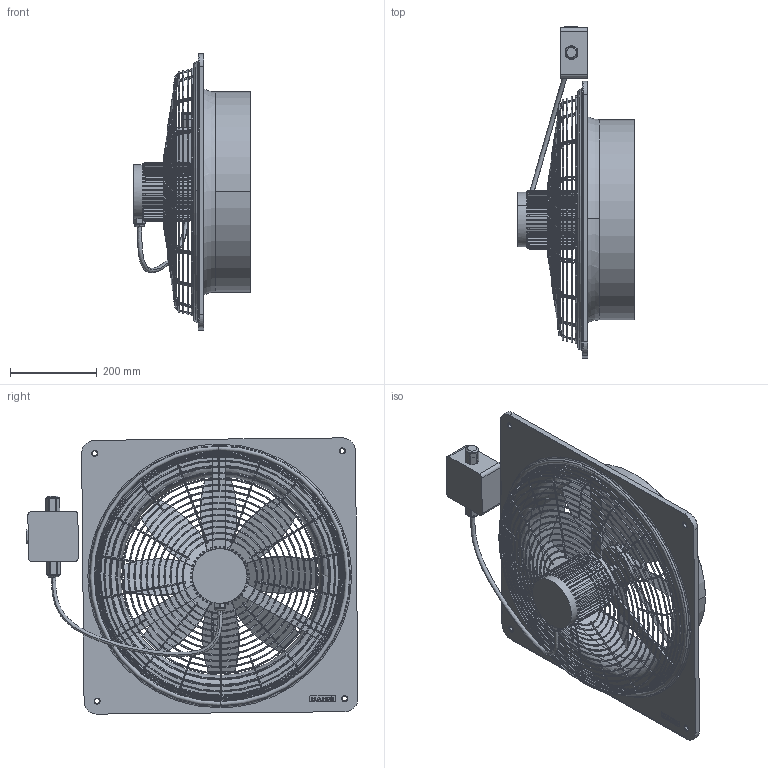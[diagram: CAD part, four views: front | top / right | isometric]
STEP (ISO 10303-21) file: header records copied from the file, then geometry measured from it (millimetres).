
FILE_DESCRIPTION(('Creo Elements/Direct Modeling STEP Export'),'2;1');
FILE_NAME('0083.0182 DZQ 45_6 B Ex e.stp','2021-01-21T12:15:38',(''),(''),'PTC Creo Elements/Direct Modeling STEP processor for AP214 (Solid Model)','PTC Creo Elements/Direct Modeling 19.0C 15-Aug-2015 (C) Parametric Technology GmbH','');
FILE_SCHEMA(('AUTOMOTIVE_DESIGN { 1 0 10303 214 1 1 1 1 }'));
Length unit declared in the file: millimetre
Products named in the file (2): 0083-0182; 0083.0182-DZQ-45-6-B-Ex-e
Assembly tree (1 placements, depth 2):
  0083.0182-DZQ-45-6-B-Ex-e
    0083-0182
Bounding box: 269 x 763.21 x 635.49 mm (x, y, z)
Volume: 4632181 mm3; surface area: 1696033.3 mm2
Topology: 15 solids, 21 shells, 871 faces, 2481 edges, 1658 vertices
Faces by surface type: plane 310, cylinder 260, torus 254, cone 28, bspline 18, sphere 1
Entity records: 37040 total; most frequent: CARTESIAN_POINT 11972, ORIENTED_EDGE 4962, DIRECTION 3870, EDGE_CURVE 2481, VERTEX_POINT 1658, AXIS2_PLACEMENT_3D 1542, EDGE_LOOP 967, FACE_OUTER_BOUND 871
